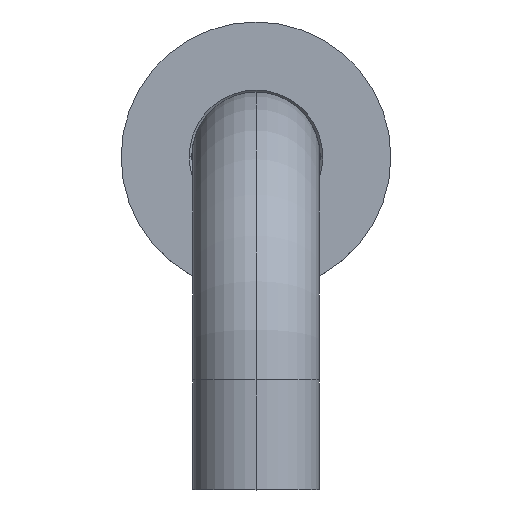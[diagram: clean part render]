
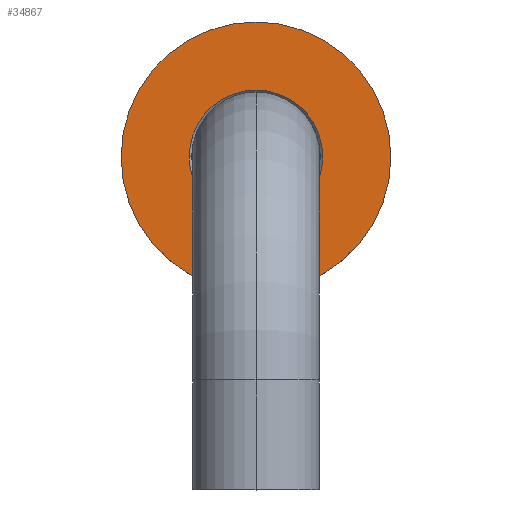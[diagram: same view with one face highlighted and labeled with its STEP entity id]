
A CAD part, top view. The second image highlights one B-rep face of the part: STEP entity #34867.
In plain terms, the highlighted planar face has unit normal (0, 0, 1).
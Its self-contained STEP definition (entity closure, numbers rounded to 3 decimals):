
#161 = VERTEX_POINT ( 'NONE', #36539 ) ;
#1631 = DIRECTION ( 'NONE',  ( 0., 0., -1. ) ) ;
#1851 = DIRECTION ( 'NONE',  ( -1., 0., 0. ) ) ;
#2386 = DIRECTION ( 'NONE',  ( 0., 0., -1. ) ) ;
#2730 = DIRECTION ( 'NONE',  ( -1., 0., 0. ) ) ;
#3527 = VERTEX_POINT ( 'NONE', #5273 ) ;
#5273 = CARTESIAN_POINT ( 'NONE',  ( 27., 0., 10. ) ) ;
#7628 = EDGE_CURVE ( 'NONE', #161, #38602, #45162, .T. ) ;
#8862 = CIRCLE ( 'NONE', #45558, 27. ) ;
#11518 = EDGE_CURVE ( 'NONE', #3527, #32848, #8862, .T. ) ;
#14923 = CIRCLE ( 'NONE', #38910, 13.375 ) ;
#14947 = ORIENTED_EDGE ( 'NONE', *, *, #26443, .T. ) ;
#15742 = AXIS2_PLACEMENT_3D ( 'NONE', #27582, #35090, #2730 ) ;
#16481 = CIRCLE ( 'NONE', #42706, 27. ) ;
#17716 = FACE_OUTER_BOUND ( 'NONE', #22465, .T. ) ;
#18186 = AXIS2_PLACEMENT_3D ( 'NONE', #37347, #42265, #24423 ) ;
#19100 = EDGE_CURVE ( 'NONE', #32848, #3527, #16481, .T. ) ;
#20522 = DIRECTION ( 'NONE',  ( 0., 0., -1. ) ) ;
#20771 = PLANE ( 'NONE',  #15742 ) ;
#20984 = CARTESIAN_POINT ( 'NONE',  ( 0., 0., 10. ) ) ;
#21370 = CARTESIAN_POINT ( 'NONE',  ( 13.375, 0., 10. ) ) ;
#22465 = EDGE_LOOP ( 'NONE', ( #29738, #38253 ) ) ;
#23182 = CARTESIAN_POINT ( 'NONE',  ( 0., 0., 10. ) ) ;
#24423 = DIRECTION ( 'NONE',  ( 1., 0., 0. ) ) ;
#26443 = EDGE_CURVE ( 'NONE', #38602, #161, #14923, .T. ) ;
#27582 = CARTESIAN_POINT ( 'NONE',  ( -27., 0., 10. ) ) ;
#27834 = FACE_BOUND ( 'NONE', #33874, .T. ) ;
#29738 = ORIENTED_EDGE ( 'NONE', *, *, #19100, .F. ) ;
#31574 = CARTESIAN_POINT ( 'NONE',  ( -27., 0., 10. ) ) ;
#32848 = VERTEX_POINT ( 'NONE', #31574 ) ;
#33874 = EDGE_LOOP ( 'NONE', ( #14947, #43061 ) ) ;
#34834 = DIRECTION ( 'NONE',  ( -1., 0., 0. ) ) ;
#34867 = ADVANCED_FACE ( 'NONE', ( #17716, #27834 ), #20771, .F. ) ;
#35090 = DIRECTION ( 'NONE',  ( 0., 0., -1. ) ) ;
#35196 = CARTESIAN_POINT ( 'NONE',  ( 0., 0., 10. ) ) ;
#36539 = CARTESIAN_POINT ( 'NONE',  ( -13.375, 0., 10. ) ) ;
#37347 = CARTESIAN_POINT ( 'NONE',  ( 0., 0., 10. ) ) ;
#38253 = ORIENTED_EDGE ( 'NONE', *, *, #11518, .F. ) ;
#38602 = VERTEX_POINT ( 'NONE', #21370 ) ;
#38910 = AXIS2_PLACEMENT_3D ( 'NONE', #35196, #2386, #45274 ) ;
#42265 = DIRECTION ( 'NONE',  ( 0., 0., -1. ) ) ;
#42706 = AXIS2_PLACEMENT_3D ( 'NONE', #20984, #20522, #34834 ) ;
#43061 = ORIENTED_EDGE ( 'NONE', *, *, #7628, .T. ) ;
#45162 = CIRCLE ( 'NONE', #18186, 13.375 ) ;
#45274 = DIRECTION ( 'NONE',  ( 1., 0., 0. ) ) ;
#45558 = AXIS2_PLACEMENT_3D ( 'NONE', #23182, #1631, #1851 ) ;
